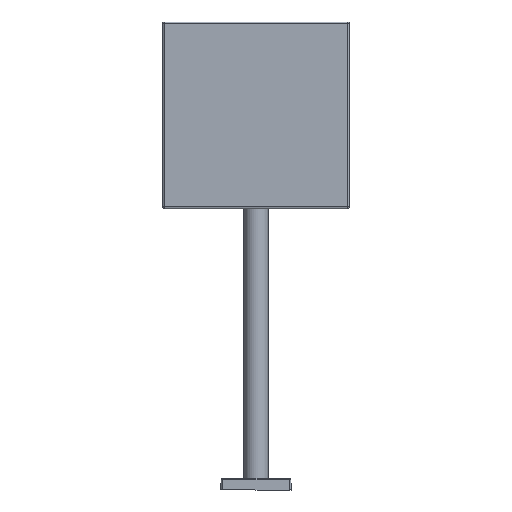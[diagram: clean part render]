
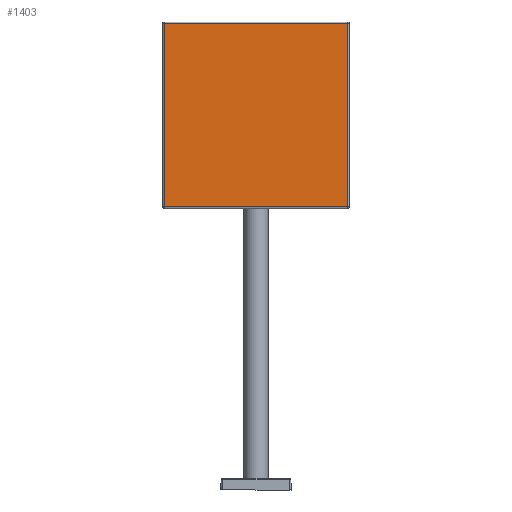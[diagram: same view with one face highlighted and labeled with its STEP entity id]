
A CAD part, front view. The second image highlights one B-rep face of the part: STEP entity #1403.
In plain terms, the highlighted planar face has unit normal (0, -1, 0).
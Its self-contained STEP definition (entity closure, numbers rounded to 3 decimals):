
#208 = VECTOR ( 'NONE', #1039, 1000. ) ;
#249 = DIRECTION ( 'NONE',  ( 1., 0., 0. ) ) ;
#251 = LINE ( 'NONE', #2199, #208 ) ;
#259 = CARTESIAN_POINT ( 'NONE',  ( -97.7, -121.6, 497.7 ) ) ;
#483 = VECTOR ( 'NONE', #249, 1000. ) ;
#530 = LINE ( 'NONE', #2301, #483 ) ;
#632 = EDGE_CURVE ( 'NONE', #3014, #3095, #3124, .T. ) ;
#856 = VECTOR ( 'NONE', #2953, 1000. ) ;
#858 = LINE ( 'NONE', #2487, #856 ) ;
#885 = CARTESIAN_POINT ( 'NONE',  ( 97.7, -121.6, 302.3 ) ) ;
#907 = VERTEX_POINT ( 'NONE', #2124 ) ;
#1039 = DIRECTION ( 'NONE',  ( 0., 0., 1. ) ) ;
#1403 = ADVANCED_FACE ( 'NONE', ( #2467 ), #2349, .F. ) ;
#1572 = EDGE_LOOP ( 'NONE', ( #2654, #2649, #2610, #3010 ) ) ;
#2006 = DIRECTION ( 'NONE',  ( 0., 0., 1. ) ) ;
#2027 = DIRECTION ( 'NONE',  ( 0., 1., 0. ) ) ;
#2058 = CARTESIAN_POINT ( 'NONE',  ( -97.7, -121.6, 302.3 ) ) ;
#2124 = CARTESIAN_POINT ( 'NONE',  ( 97.7, -121.6, 497.7 ) ) ;
#2199 = CARTESIAN_POINT ( 'NONE',  ( -97.7, -121.6, 400. ) ) ;
#2301 = CARTESIAN_POINT ( 'NONE',  ( 0., -121.6, 497.7 ) ) ;
#2349 = PLANE ( 'NONE',  #3197 ) ;
#2467 = FACE_OUTER_BOUND ( 'NONE', #1572, .T. ) ;
#2479 = CARTESIAN_POINT ( 'NONE',  ( 0., -121.6, 302.3 ) ) ;
#2484 = DIRECTION ( 'NONE',  ( -1., 0., 0. ) ) ;
#2487 = CARTESIAN_POINT ( 'NONE',  ( 97.7, -121.6, 400. ) ) ;
#2559 = EDGE_CURVE ( 'NONE', #907, #3014, #858, .T. ) ;
#2610 = ORIENTED_EDGE ( 'NONE', *, *, #2559, .F. ) ;
#2649 = ORIENTED_EDGE ( 'NONE', *, *, #632, .F. ) ;
#2654 = ORIENTED_EDGE ( 'NONE', *, *, #3246, .F. ) ;
#2733 = VERTEX_POINT ( 'NONE', #259 ) ;
#2917 = EDGE_CURVE ( 'NONE', #2733, #907, #530, .T. ) ;
#2953 = DIRECTION ( 'NONE',  ( 0., 0., -1. ) ) ;
#3010 = ORIENTED_EDGE ( 'NONE', *, *, #2917, .F. ) ;
#3014 = VERTEX_POINT ( 'NONE', #885 ) ;
#3028 = CARTESIAN_POINT ( 'NONE',  ( -97.7, -121.6, 302.3 ) ) ;
#3095 = VERTEX_POINT ( 'NONE', #3028 ) ;
#3098 = VECTOR ( 'NONE', #2484, 1000. ) ;
#3124 = LINE ( 'NONE', #2479, #3098 ) ;
#3197 = AXIS2_PLACEMENT_3D ( 'NONE', #2058, #2027, #2006 ) ;
#3246 = EDGE_CURVE ( 'NONE', #3095, #2733, #251, .T. ) ;
